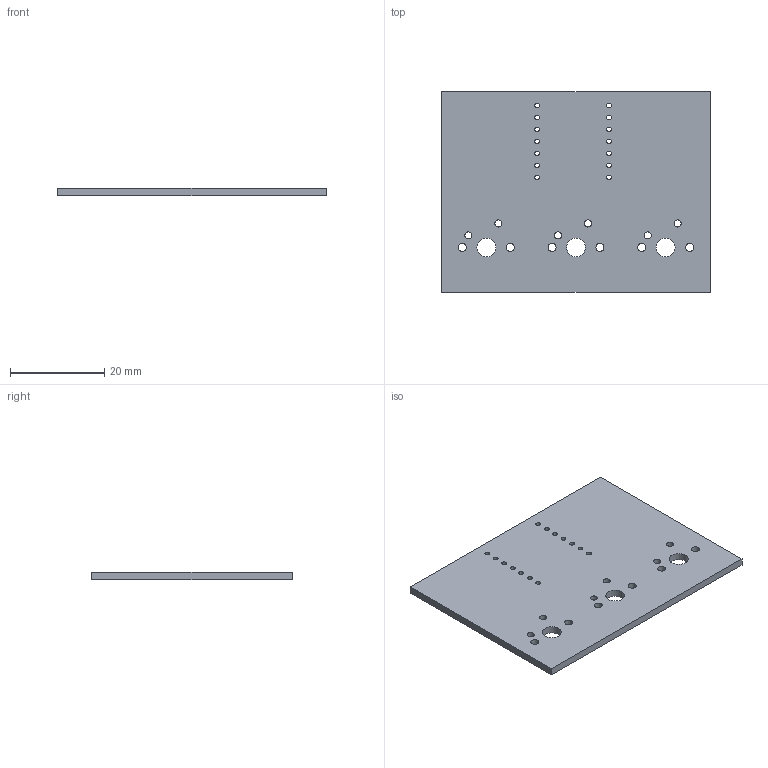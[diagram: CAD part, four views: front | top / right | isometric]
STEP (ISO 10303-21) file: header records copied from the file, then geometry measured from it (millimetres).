
FILE_DESCRIPTION(('KiCad electronic assembly'),'2;1');
FILE_NAME('macropadSimple.step','2024-10-21T13:34:39',('Pcbnew'),( 'Kicad'),'Open CASCADE STEP processor 7.8','KiCad to STEP converter' ,'Unknown');
FILE_SCHEMA(('AUTOMOTIVE_DESIGN { 1 0 10303 214 1 1 1 1 }'));
Length unit declared in the file: millimetre
Products named in the file (2): macropadSimple 1; macropad_PCB
Assembly tree (1 placements, depth 2):
  macropadSimple 1
    macropad_PCB
Bounding box: 57 x 42.5 x 1.6 mm (x, y, z)
Volume: 3759.3 mm3; surface area: 5244.8 mm2
Topology: 1 solids, 1 shells, 35 faces, 99 edges, 66 vertices
Faces by surface type: cylinder 29, plane 6
Full cylindrical faces by diameter (mm): 1 x14, 1.5 x6, 1.7 x6, 4 x3
Entity records: 1324 total; most frequent: DIRECTION 231, CARTESIAN_POINT 202, ORIENTED_EDGE 198, EDGE_CURVE 99, AXIS2_PLACEMENT_3D 95, FACE_BOUND 93, EDGE_LOOP 93, VERTEX_POINT 66
